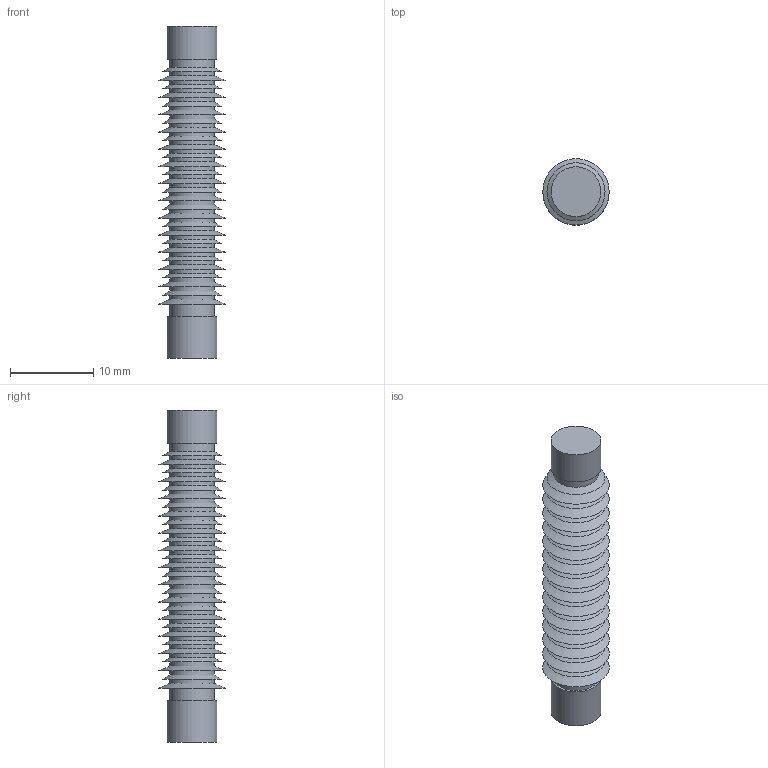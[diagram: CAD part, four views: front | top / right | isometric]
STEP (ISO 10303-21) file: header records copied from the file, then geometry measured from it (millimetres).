
FILE_DESCRIPTION(('FreeCAD Model'),'2;1');
FILE_NAME('midBushSHP.stp', '2017-07-05T09:32:09',('FreeCAD'),('FreeCAD'), 'Open CASCADE STEP processor 6.8','FreeCAD','Unknown');
FILE_SCHEMA(('AUTOMOTIVE_DESIGN_CC2 { 1 2 10303 214 -1 1 5 4 }'));
Length unit declared in the file: millimetre
Products named in the file (1): Open CASCADE STEP translator 6.8 1
Bounding box: 8 x 8 x 40 mm (x, y, z)
Volume: 1119 mm3; surface area: 1785.3 mm2
Topology: 1 solids, 1 shells, 91 faces, 149 edges, 90 vertices
Faces by surface type: plane 32, cylinder 31, cone 28
Full cylindrical faces by diameter (mm): 5.4 x29, 6 x2
Entity records: 4056 total; most frequent: DIRECTION 721, CARTESIAN_POINT 629, ORIENTED_EDGE 298, PCURVE 298, DEFINITIONAL_REPRESENTATION 298, LINE 295, VECTOR 295, AXIS2_PLACEMENT_3D 182
